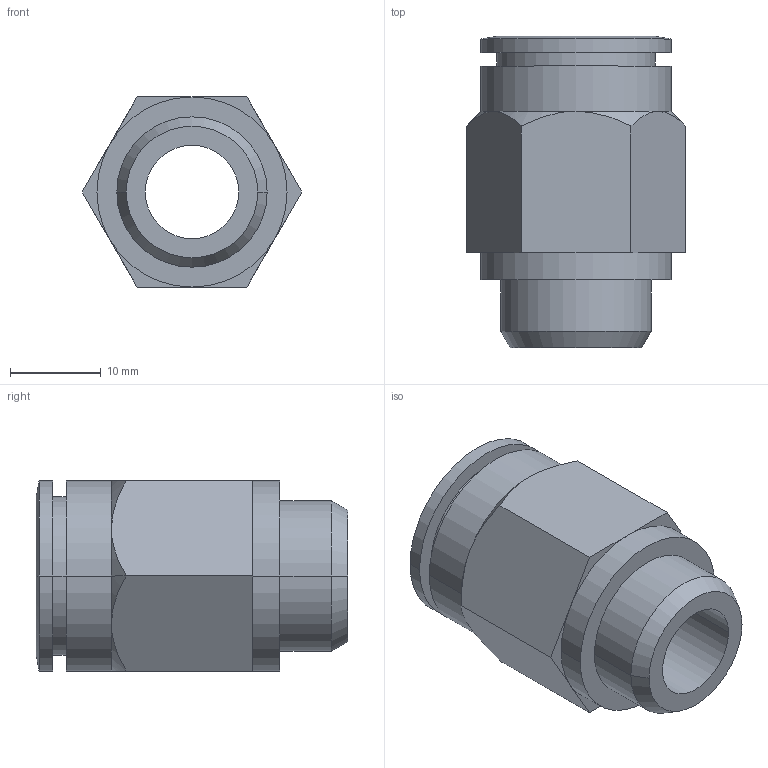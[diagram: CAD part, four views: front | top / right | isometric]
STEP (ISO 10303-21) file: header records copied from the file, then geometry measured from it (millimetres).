
FILE_DESCRIPTION((''),'2;1');
FILE_NAME('011438.stp','2003-05-26T16:45:14',('maffial1'),(''),'Autodesk Inventor (R) 6.0','Autodesk Inventor (R) 6.0','');
FILE_SCHEMA(('AUTOMOTIVE_DESIGN { 1 0 10303 214 1 1 1 1 }'));
Length unit declared in the file: millimetre
Products named in the file (1): 011438
Bounding box: 24.25 x 34.4 x 21 mm (x, y, z)
Volume: 6549.7 mm3; surface area: 4388.4 mm2
Topology: 1 solids, 1 shells, 44 faces, 94 edges, 56 vertices
Faces by surface type: plane 18, cylinder 12, cone 12, bspline 2
Entity records: 1223 total; most frequent: CARTESIAN_POINT 253, DIRECTION 212, ORIENTED_EDGE 188, EDGE_CURVE 94, AXIS2_PLACEMENT_3D 87, VERTEX_POINT 56, EDGE_LOOP 50, CIRCLE 44
